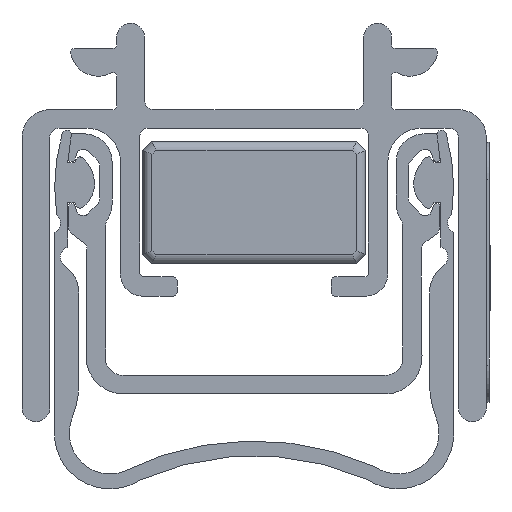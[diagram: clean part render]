
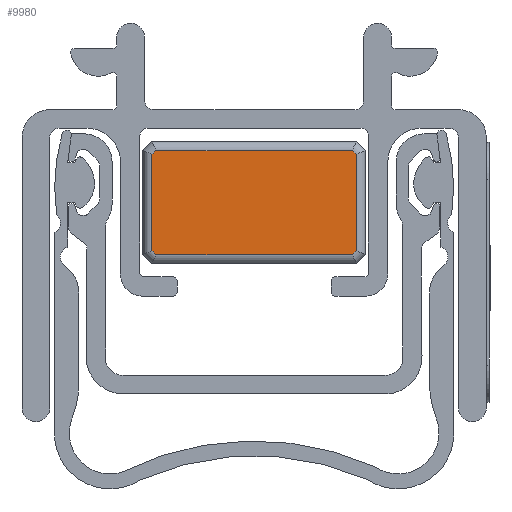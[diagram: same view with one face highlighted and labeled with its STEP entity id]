
A CAD part, front view. The second image highlights one B-rep face of the part: STEP entity #9980.
In plain terms, the highlighted face is planar.
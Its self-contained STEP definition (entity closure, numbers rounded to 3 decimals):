
#833=PLANE('',#10984);
#1718=LINE('',#19687,#2608);
#1719=LINE('',#19690,#2609);
#1720=LINE('',#19692,#2610);
#1721=LINE('',#19694,#2611);
#1722=LINE('',#19696,#2612);
#1723=LINE('',#19698,#2613);
#1724=LINE('',#19700,#2614);
#1725=LINE('',#19702,#2615);
#2608=VECTOR('',#13302,1000.);
#2609=VECTOR('',#13303,1000.);
#2610=VECTOR('',#13304,1000.);
#2611=VECTOR('',#13305,1000.);
#2612=VECTOR('',#13306,1000.);
#2613=VECTOR('',#13307,1000.);
#2614=VECTOR('',#13308,1000.);
#2615=VECTOR('',#13309,1000.);
#5448=ORIENTED_EDGE('',*,*,#6926,.T.);
#5449=ORIENTED_EDGE('',*,*,#6927,.T.);
#5450=ORIENTED_EDGE('',*,*,#6928,.T.);
#5451=ORIENTED_EDGE('',*,*,#6929,.T.);
#5452=ORIENTED_EDGE('',*,*,#6930,.T.);
#5453=ORIENTED_EDGE('',*,*,#6931,.T.);
#5454=ORIENTED_EDGE('',*,*,#6932,.T.);
#5455=ORIENTED_EDGE('',*,*,#6933,.T.);
#6926=EDGE_CURVE('',#7897,#7898,#1718,.F.);
#6927=EDGE_CURVE('',#7898,#7899,#1719,.F.);
#6928=EDGE_CURVE('',#7899,#7900,#1720,.F.);
#6929=EDGE_CURVE('',#7900,#7901,#1721,.F.);
#6930=EDGE_CURVE('',#7901,#7902,#1722,.F.);
#6931=EDGE_CURVE('',#7902,#7903,#1723,.F.);
#6932=EDGE_CURVE('',#7903,#7904,#1724,.F.);
#6933=EDGE_CURVE('',#7904,#7897,#1725,.F.);
#7897=VERTEX_POINT('',#19688);
#7898=VERTEX_POINT('',#19689);
#7899=VERTEX_POINT('',#19691);
#7900=VERTEX_POINT('',#19693);
#7901=VERTEX_POINT('',#19695);
#7902=VERTEX_POINT('',#19697);
#7903=VERTEX_POINT('',#19699);
#7904=VERTEX_POINT('',#19701);
#8709=EDGE_LOOP('',(#5448,#5449,#5450,#5451,#5452,#5453,#5454,#5455));
#9305=FACE_BOUND('',#8709,.T.);
#9980=ADVANCED_FACE('',(#9305),#833,.F.);
#10984=AXIS2_PLACEMENT_3D('',#19686,#13300,#13301);
#13300=DIRECTION('',(0.,-1.,0.));
#13301=DIRECTION('',(0.,0.,-1.));
#13302=DIRECTION('',(-1.,0.,0.));
#13303=DIRECTION('',(-0.707,0.,0.707));
#13304=DIRECTION('',(0.,0.,1.));
#13305=DIRECTION('',(0.707,0.,0.707));
#13306=DIRECTION('',(1.,0.,0.));
#13307=DIRECTION('',(0.707,0.,-0.707));
#13308=DIRECTION('',(0.,0.,-1.));
#13309=DIRECTION('',(-0.707,0.,-0.707));
#19686=CARTESIAN_POINT('',(0.,27.,-12.1));
#19687=CARTESIAN_POINT('',(5.5,27.,-0.5));
#19688=CARTESIAN_POINT('',(-5.293,27.,-0.5));
#19689=CARTESIAN_POINT('',(5.293,27.,-0.5));
#19690=CARTESIAN_POINT('',(5.646,27.,-0.854));
#19691=CARTESIAN_POINT('',(5.5,27.,-0.707));
#19692=CARTESIAN_POINT('',(5.5,27.,-6.1));
#19693=CARTESIAN_POINT('',(5.5,27.,-5.893));
#19694=CARTESIAN_POINT('',(5.146,27.,-6.246));
#19695=CARTESIAN_POINT('',(5.293,27.,-6.1));
#19696=CARTESIAN_POINT('',(-5.5,27.,-6.1));
#19697=CARTESIAN_POINT('',(-5.293,27.,-6.1));
#19698=CARTESIAN_POINT('',(-5.646,27.,-5.746));
#19699=CARTESIAN_POINT('',(-5.5,27.,-5.893));
#19700=CARTESIAN_POINT('',(-5.5,27.,-0.5));
#19701=CARTESIAN_POINT('',(-5.5,27.,-0.707));
#19702=CARTESIAN_POINT('',(-5.146,27.,-0.354));
